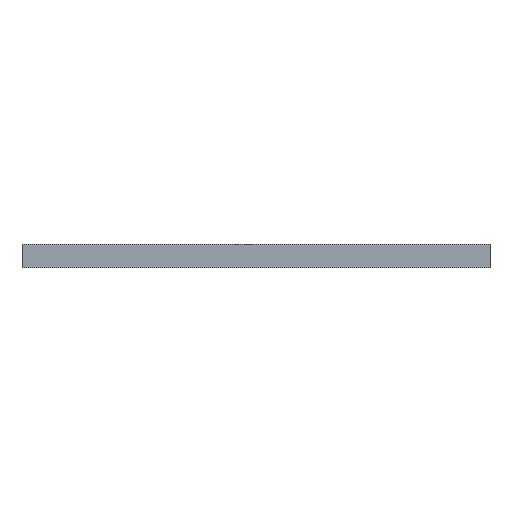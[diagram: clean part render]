
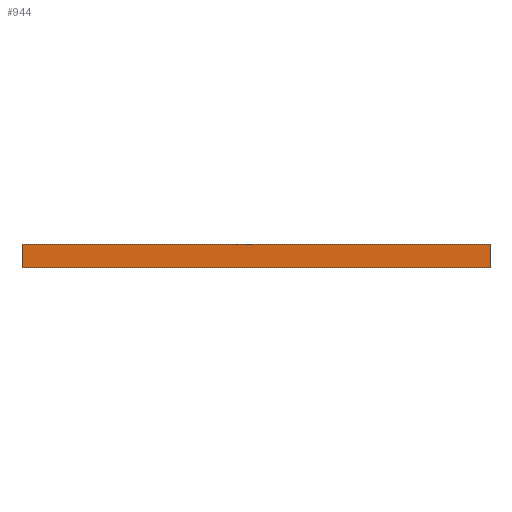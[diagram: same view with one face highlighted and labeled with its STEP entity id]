
A CAD part, front view. The second image highlights one B-rep face of the part: STEP entity #944.
In plain terms, the highlighted planar face has unit normal (0, -1, 0).
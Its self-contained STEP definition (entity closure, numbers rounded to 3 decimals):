
#85=PLANE('',#1076);
#128=FACE_OUTER_BOUND('',#171,.T.);
#171=EDGE_LOOP('',(#776,#777,#778,#779));
#288=LINE('',#1584,#345);
#289=LINE('',#1587,#346);
#290=LINE('',#1589,#347);
#291=LINE('',#1590,#348);
#345=VECTOR('',#1335,10.);
#346=VECTOR('',#1338,10.);
#347=VECTOR('',#1339,10.);
#348=VECTOR('',#1340,10.);
#497=VERTEX_POINT('',#1580);
#498=VERTEX_POINT('',#1582);
#499=VERTEX_POINT('',#1586);
#500=VERTEX_POINT('',#1588);
#616=EDGE_CURVE('',#497,#498,#288,.T.);
#617=EDGE_CURVE('',#499,#497,#289,.T.);
#618=EDGE_CURVE('',#500,#498,#290,.T.);
#619=EDGE_CURVE('',#499,#500,#291,.T.);
#776=ORIENTED_EDGE('',*,*,#617,.T.);
#777=ORIENTED_EDGE('',*,*,#616,.T.);
#778=ORIENTED_EDGE('',*,*,#618,.F.);
#779=ORIENTED_EDGE('',*,*,#619,.F.);
#944=ADVANCED_FACE('',(#128),#85,.T.);
#1076=AXIS2_PLACEMENT_3D('',#1585,#1336,#1337);
#1335=DIRECTION('',(0.,0.,1.));
#1336=DIRECTION('center_axis',(0.,-1.,0.));
#1337=DIRECTION('ref_axis',(1.,0.,0.));
#1338=DIRECTION('',(1.,0.,0.));
#1339=DIRECTION('',(1.,0.,0.));
#1340=DIRECTION('',(0.,0.,1.));
#1580=CARTESIAN_POINT('',(100.,-100.,0.));
#1582=CARTESIAN_POINT('',(100.,-100.,10.));
#1584=CARTESIAN_POINT('',(100.,-100.,0.));
#1585=CARTESIAN_POINT('Origin',(-100.,-100.,0.));
#1586=CARTESIAN_POINT('',(-100.,-100.,0.));
#1587=CARTESIAN_POINT('',(-100.,-100.,0.));
#1588=CARTESIAN_POINT('',(-100.,-100.,10.));
#1589=CARTESIAN_POINT('',(-100.,-100.,10.));
#1590=CARTESIAN_POINT('',(-100.,-100.,0.));
